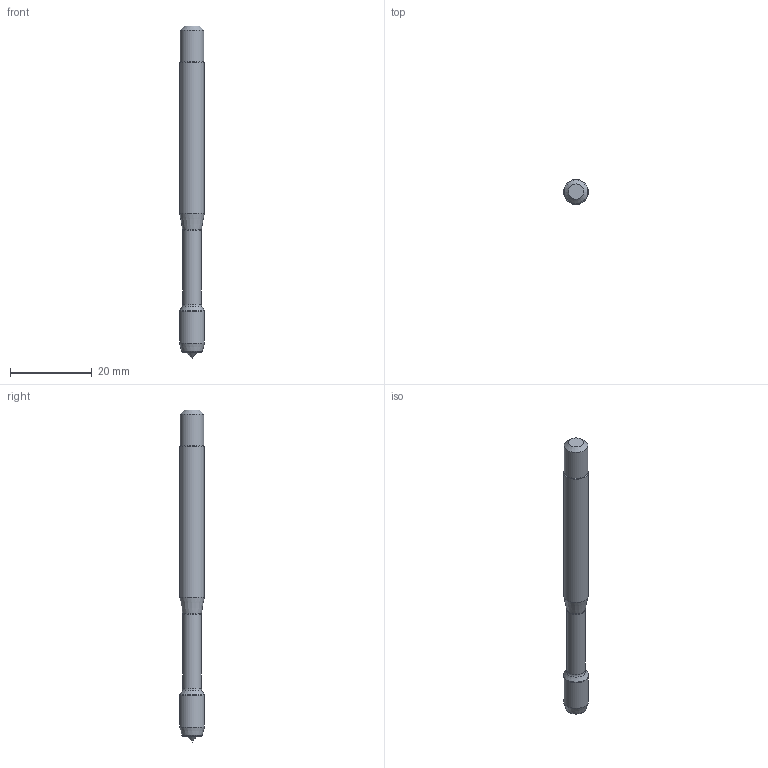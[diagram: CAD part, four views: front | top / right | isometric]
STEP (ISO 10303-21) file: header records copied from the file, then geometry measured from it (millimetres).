
FILE_DESCRIPTION(/* description */ (''),/* implementation_level */ '2;1');
FILE_NAME(/* name */ 'tool.stp',/* time_stamp */ '2022-04-26T05:27:46+02:00',/* author */ (''),/* organization */ ('SMS'),/* preprocessor_version */ 'ST-DEVELOPER v16.7',/* originating_system */ 'SIEMENS PLM Software NX 12.0',/* authorisation */ '');
FILE_SCHEMA (('AUTOMOTIVE_DESIGN { 1 0 10303 214 3 1 1 1 }'));
Length unit declared in the file: millimetre
Products named in the file (1): Tool
Bounding box: 6.11 x 6.11 x 81.4 mm (x, y, z)
Volume: 1983.7 mm3; surface area: 1504.9 mm2
Topology: 2 solids, 2 shells, 18 faces, 36 edges, 25 vertices
Faces by surface type: cone 7, cylinder 5, plane 4, torus 2
Full cylindrical faces by diameter (mm): 4.574 x1, 5.76 x1, 6 x1, 6.114 x2
Entity records: 453 total; most frequent: CARTESIAN_POINT 80, DIRECTION 76, AXIS2_PLACEMENT_3D 38, EDGE_LOOP 32, ORIENTED_EDGE 32, FACE_BOUND 30, ADVANCED_FACE 18, VERTEX_POINT 17
